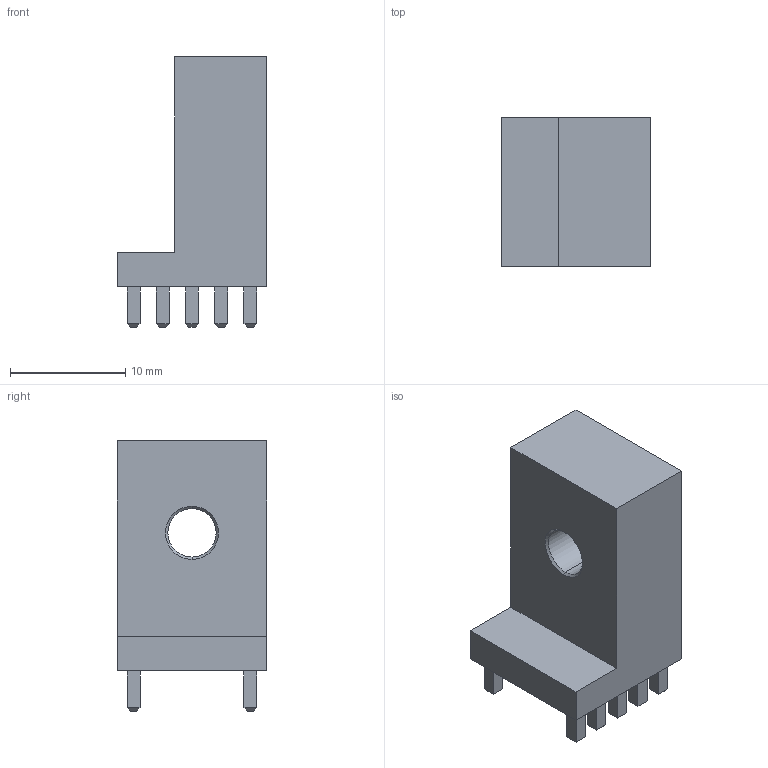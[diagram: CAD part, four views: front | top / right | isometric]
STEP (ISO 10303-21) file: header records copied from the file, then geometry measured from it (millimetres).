
FILE_DESCRIPTION (( 'STEP AP203' ), '1' );
FILE_NAME ('94326-A.STEP', '2013-12-17T19:10:10', ( 'Hajo' ), ( 'Microsoft' ), 'SwSTEP 2.0', 'SolidWorks 2011', '' );
FILE_SCHEMA (( 'CONFIG_CONTROL_DESIGN' ));
Length unit declared in the file: millimetre
Products named in the file (1): 94326-A
Bounding box: 13 x 13 x 23.5 mm (x, y, z)
Volume: 2206.6 mm3; surface area: 1431.6 mm2
Topology: 1 solids, 1 shells, 104 faces, 232 edges, 140 vertices
Faces by surface type: plane 98, cone 4, cylinder 2
Entity records: 2853 total; most frequent: CARTESIAN_POINT 477, ORIENTED_EDGE 464, DIRECTION 450, EDGE_CURVE 232, LINE 224, VECTOR 224, VERTEX_POINT 140, EDGE_LOOP 116
